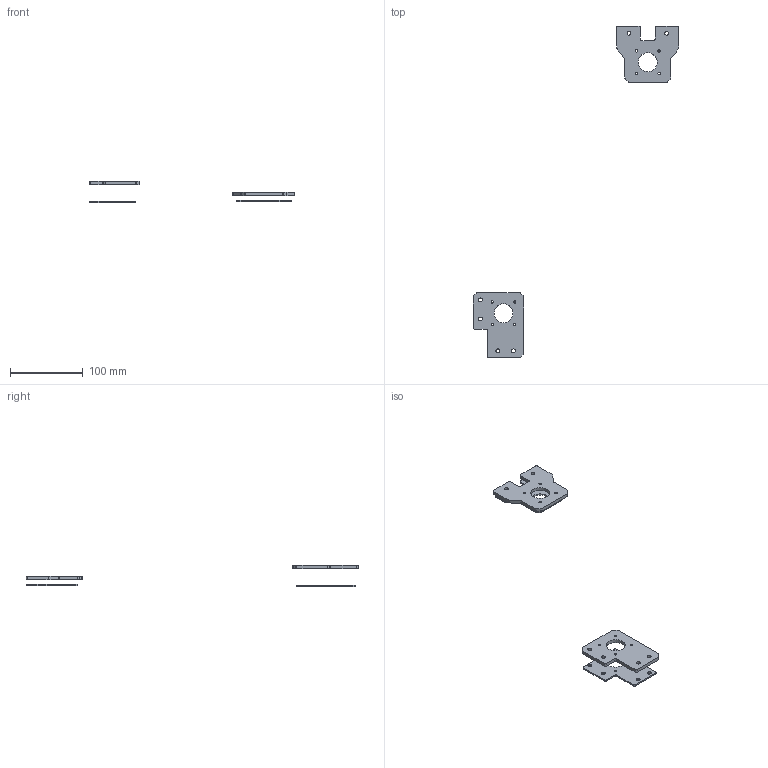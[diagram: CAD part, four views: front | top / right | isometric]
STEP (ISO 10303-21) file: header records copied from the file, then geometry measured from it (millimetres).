
FILE_DESCRIPTION(/* description */ (''),/* implementation_level */ '2;1');
FILE_NAME(/* name */ 'Z mounts (LASER).step',/* time_stamp */ '2023-08-02T16:21:37-04:00',/* author */ (''),/* organization */ (''),/* preprocessor_version */ 'ST-DEVELOPER v19.2',/* originating_system */ 'Autodesk Translation Framework v12.6.0.85',/* authorisation */ '');
FILE_SCHEMA (('AUTOMOTIVE_DESIGN { 1 0 10303 214 3 1 1 }'));
Length unit declared in the file: millimetre
Products named in the file (9): WidowMaker_V3 v20; Kinematics; Trident_Z; Z_Rear; Z_Motor_Mount_Rear; Component355; Z_Left (1); Z_Motor_Mount_Left; Component354
Assembly tree (8 placements, depth 6):
  WidowMaker_V3 v20
    Kinematics
      Trident_Z
        Z_Rear
          Z_Motor_Mount_Rear
            Component355
        Z_Left (1)
          Z_Motor_Mount_Left
            Component354
Bounding box: 283.72 x 457.61 x 29.7 mm (x, y, z)
Volume: 58114 mm3; surface area: 39062.8 mm2
Topology: 4 solids, 4 shells, 126 faces, 354 edges, 236 vertices
Faces by surface type: cylinder 75, plane 51
Full cylindrical faces by diameter (mm): 3.2 x16, 5.3 x12, 26 x4
Entity records: 4470 total; most frequent: DIRECTION 790, CARTESIAN_POINT 733, ORIENTED_EDGE 708, EDGE_CURVE 354, AXIS2_PLACEMENT_3D 293, VERTEX_POINT 236, LINE 204, VECTOR 204
